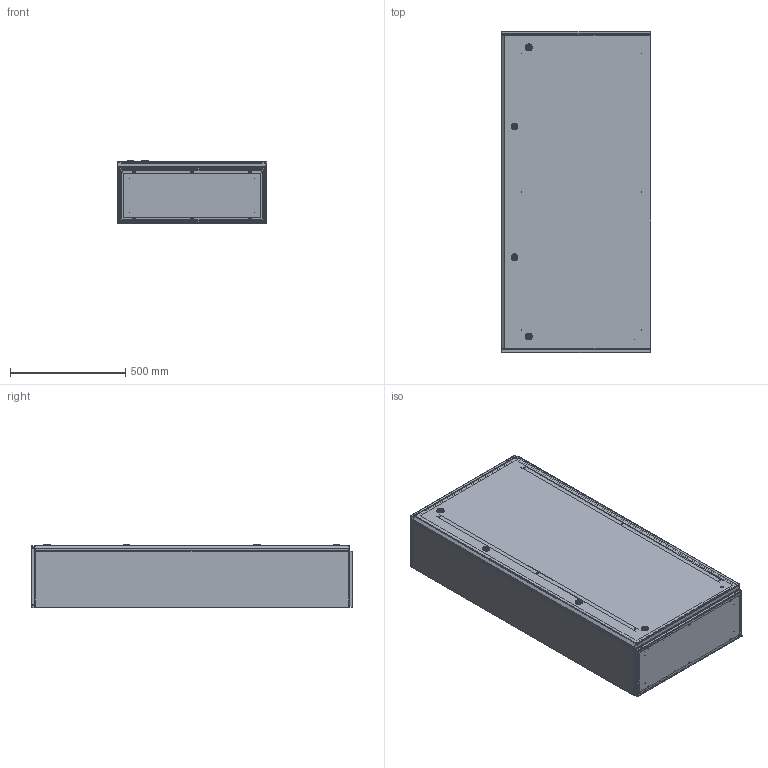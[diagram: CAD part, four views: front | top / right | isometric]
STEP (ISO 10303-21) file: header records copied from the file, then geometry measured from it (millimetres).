
FILE_DESCRIPTION (( 'STEP AP214' ), '1' );
FILE_NAME ('椗眅-140.65.27 鏢鳧鼏 IP66 EKF PROxima.STEP', '2022-06-28T07:09:34', ( '' ), ( '' ), 'SwSTEP 2.0', 'SolidWorks 2021', '' );
FILE_SCHEMA (( 'AUTOMOTIVE_DESIGN' ));
Length unit declared in the file: millimetre
Products named in the file (23): Íàâåñêà íà êîðïóñ ïîä êëåïêó; Çàìîê áîëüøîé; Îñü ïåòëè 4õ52_‚¨­â A.M4x0,5x40 ƒŽ‘’ 11644-75; ﾌﾈ-2458.04.00.001 ﾄ粢; ÌÈ-2458.04.00.002 Ïðîôèëü âåðòèêàëüíûé; ÌÈ-2456.02.00.000 Êðûøêà âåðõíÿÿ â ñáîðå; 椗眅-140.65.27 鏢鳧鼏 IP66 EKF PROxima; ÌÈ-2458.01.01.001 Ñòåíêà çàäíÿÿ; Øïèëüêà Ì6õ12; ÌÈ-2456.03.00.000 Êðûøêà íèæíÿÿ â ñáîðå; rivet 02_din_DIN 660-4x8-St-A-3; Ïåòëÿ íà äâåðü ï-îáðàçíàÿ; hex flange nut_din_Hexagon Flange Nut DIN 6923 - M6 - N; Øïèëüêà ïðèâàðíàÿ Ì6õ16 DIN 13918; ÌÈ-2456.02.00.001 Êðûøêà âåðõíÿÿ; ÓÊ íà äâåðü ÌÈ-2458; ÌÈ-2458.04.00.000 Äâåðü â ñáîðå; Çàãëóøêà äëÿ îòâô6; ÌÈ-2458.01.00.000 Êîðïóñ â ñáîðå; ÌÈ-2456.03.00.001 Êðûøêà íèæíÿÿ; ÌÈ-2458.01.01.000 Ñòåíêà çàäíÿÿ â ñáîðå; 邮 磬 牮牦 倘-2456; ÌÈ-2456.01.00.001 Ïåðåìû÷êà
Assembly tree (84 placements, depth 4):
  椗眅-140.65.27 鏢鳧鼏 IP66 EKF PROxima
    ÌÈ-2458.01.00.000 Êîðïóñ â ñáîðå
      ÌÈ-2458.01.01.000 Ñòåíêà çàäíÿÿ â ñáîðå
        ÌÈ-2458.01.01.001 Ñòåíêà çàäíÿÿ
        Øïèëüêà Ì6õ12
      ÌÈ-2456.01.00.001 Ïåðåìû÷êà  x2
    ÌÈ-2458.04.00.000 Äâåðü â ñáîðå
      ﾌﾈ-2458.04.00.001 ﾄ粢
      Çàìîê áîëüøîé  x4
      ÓÊ íà äâåðü ÌÈ-2458
      Øïèëüêà Ì6õ12
      Ïåòëÿ íà äâåðü ï-îáðàçíàÿ  x4
      Øïèëüêà ïðèâàðíàÿ Ì6õ16 DIN 13918  x6
      ÌÈ-2458.04.00.002 Ïðîôèëü âåðòèêàëüíûé  x2
      hex flange nut_din_Hexagon Flange Nut DIN 6923 - M6 - N  x6
    hex flange nut_din_Hexagon Flange Nut DIN 6923 - M6 - N  x14
    Íàâåñêà íà êîðïóñ ïîä êëåïêó  x4
    rivet 02_din_DIN 660-4x8-St-A-3  x8
    ÌÈ-2456.03.00.000 Êðûøêà íèæíÿÿ â ñáîðå
      ÌÈ-2456.03.00.001 Êðûøêà íèæíÿÿ
      Øïèëüêà ïðèâàðíàÿ Ì6õ16 DIN 13918  x6
      邮 磬 牮牦 倘-2456
    ÌÈ-2456.02.00.000 Êðûøêà âåðõíÿÿ â ñáîðå
      ÌÈ-2456.02.00.001 Êðûøêà âåðõíÿÿ
      邮 磬 牮牦 倘-2456
      Øïèëüêà ïðèâàðíàÿ Ì6õ16 DIN 13918  x6
    Çàãëóøêà äëÿ îòâô6  x4
    Îñü ïåòëè 4õ52_‚¨­â A.M4x0,5x40 ƒŽ‘’ 11644-75  x4
Bounding box: 650.02 x 1396.97 x 278.04 mm (x, y, z)
Volume: 5321817.4 mm3; surface area: 6811493.6 mm2
Topology: 79 solids, 99 shells, 2881 faces, 6630 edges, 4060 vertices
Faces by surface type: plane 1185, cylinder 1120, cone 296, bspline 168, torus 104, sphere 8
Entity records: 37943 total; most frequent: CARTESIAN_POINT 8118, DIRECTION 5926, ORIENTED_EDGE 5394, EDGE_CURVE 2697, AXIS2_PLACEMENT_3D 2216, VERTEX_POINT 1658, VECTOR 1494, LINE 1494
